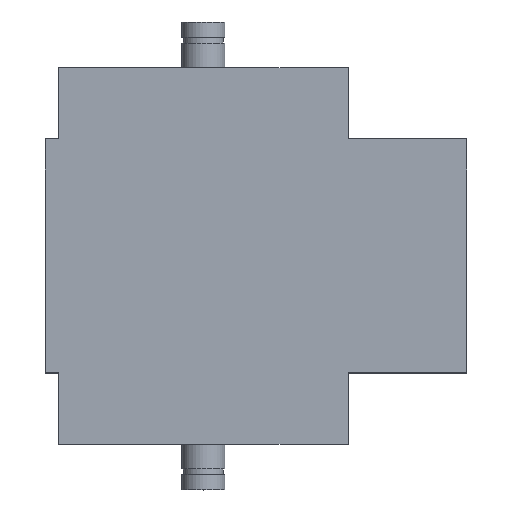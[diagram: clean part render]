
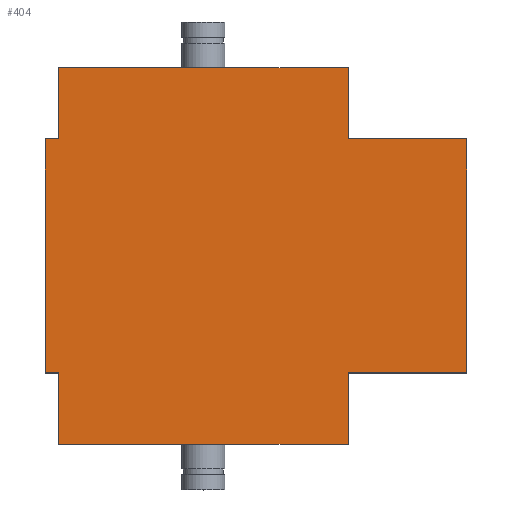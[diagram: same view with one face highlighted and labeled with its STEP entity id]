
A CAD part, top view. The second image highlights one B-rep face of the part: STEP entity #404.
In plain terms, the highlighted planar face has unit normal (0, 0, 1).
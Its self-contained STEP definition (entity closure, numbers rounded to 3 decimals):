
#44=FACE_OUTER_BOUND('',#70,.T.);
#70=EDGE_LOOP('',(#299,#300,#301,#302,#303,#304,#305,#306,#307,#308,#309,
#310));
#99=LINE('',#605,#141);
#103=LINE('',#612,#145);
#114=LINE('',#636,#156);
#117=LINE('',#641,#159);
#119=LINE('',#645,#161);
#120=LINE('',#647,#162);
#121=LINE('',#648,#163);
#122=LINE('',#650,#164);
#123=LINE('',#652,#165);
#124=LINE('',#654,#166);
#125=LINE('',#656,#167);
#126=LINE('',#657,#168);
#141=VECTOR('',#483,10.);
#145=VECTOR('',#489,10.);
#156=VECTOR('',#504,10.);
#159=VECTOR('',#509,10.);
#161=VECTOR('',#513,10.);
#162=VECTOR('',#514,10.);
#163=VECTOR('',#515,10.);
#164=VECTOR('',#516,10.);
#165=VECTOR('',#517,10.);
#166=VECTOR('',#518,10.);
#167=VECTOR('',#519,10.);
#168=VECTOR('',#520,10.);
#183=VERTEX_POINT('',#602);
#184=VERTEX_POINT('',#604);
#186=VERTEX_POINT('',#610);
#196=VERTEX_POINT('',#634);
#197=VERTEX_POINT('',#635);
#198=VERTEX_POINT('',#640);
#199=VERTEX_POINT('',#644);
#200=VERTEX_POINT('',#646);
#201=VERTEX_POINT('',#649);
#202=VERTEX_POINT('',#651);
#203=VERTEX_POINT('',#653);
#204=VERTEX_POINT('',#655);
#219=EDGE_CURVE('',#184,#183,#99,.T.);
#223=EDGE_CURVE('',#186,#183,#103,.T.);
#234=EDGE_CURVE('',#196,#197,#114,.T.);
#237=EDGE_CURVE('',#196,#198,#117,.T.);
#239=EDGE_CURVE('',#199,#186,#119,.T.);
#240=EDGE_CURVE('',#200,#199,#120,.T.);
#241=EDGE_CURVE('',#198,#200,#121,.T.);
#242=EDGE_CURVE('',#197,#201,#122,.T.);
#243=EDGE_CURVE('',#201,#202,#123,.T.);
#244=EDGE_CURVE('',#202,#203,#124,.T.);
#245=EDGE_CURVE('',#203,#204,#125,.T.);
#246=EDGE_CURVE('',#204,#184,#126,.T.);
#299=ORIENTED_EDGE('',*,*,#219,.T.);
#300=ORIENTED_EDGE('',*,*,#223,.F.);
#301=ORIENTED_EDGE('',*,*,#239,.F.);
#302=ORIENTED_EDGE('',*,*,#240,.F.);
#303=ORIENTED_EDGE('',*,*,#241,.F.);
#304=ORIENTED_EDGE('',*,*,#237,.F.);
#305=ORIENTED_EDGE('',*,*,#234,.T.);
#306=ORIENTED_EDGE('',*,*,#242,.T.);
#307=ORIENTED_EDGE('',*,*,#243,.T.);
#308=ORIENTED_EDGE('',*,*,#244,.T.);
#309=ORIENTED_EDGE('',*,*,#245,.T.);
#310=ORIENTED_EDGE('',*,*,#246,.T.);
#384=PLANE('',#444);
#404=ADVANCED_FACE('',(#44),#384,.F.);
#444=AXIS2_PLACEMENT_3D('',#643,#511,#512);
#483=DIRECTION('',(0.,-1.,0.));
#489=DIRECTION('',(-1.,0.,0.));
#504=DIRECTION('',(0.,1.,0.));
#509=DIRECTION('',(-1.,0.,0.));
#511=DIRECTION('center_axis',(0.,0.,-1.));
#512=DIRECTION('ref_axis',(1.,0.,0.));
#513=DIRECTION('',(0.,1.,0.));
#514=DIRECTION('',(-1.,0.,0.));
#515=DIRECTION('',(0.,-1.,0.));
#516=DIRECTION('',(-1.,0.,0.));
#517=DIRECTION('',(0.,1.,0.));
#518=DIRECTION('',(-1.,0.,0.));
#519=DIRECTION('',(0.,-1.,0.));
#520=DIRECTION('',(-1.,0.,0.));
#602=CARTESIAN_POINT('',(-165.,-100.,119.));
#604=CARTESIAN_POINT('',(-165.,100.,119.));
#605=CARTESIAN_POINT('',(-165.,-50.,119.));
#610=CARTESIAN_POINT('',(-153.753,-100.,119.));
#612=CARTESIAN_POINT('',(275.,-100.,119.));
#634=CARTESIAN_POINT('',(195.,-100.,119.));
#635=CARTESIAN_POINT('',(195.,100.,119.));
#636=CARTESIAN_POINT('',(195.,50.,119.));
#640=CARTESIAN_POINT('',(93.753,-100.,119.));
#641=CARTESIAN_POINT('',(275.,-100.,119.));
#643=CARTESIAN_POINT('Origin',(0.,0.,119.));
#644=CARTESIAN_POINT('',(-153.753,-160.839,119.));
#645=CARTESIAN_POINT('',(-153.753,-160.839,119.));
#646=CARTESIAN_POINT('',(93.753,-160.839,119.));
#647=CARTESIAN_POINT('',(93.753,-160.839,119.));
#648=CARTESIAN_POINT('',(93.753,160.839,119.));
#649=CARTESIAN_POINT('',(93.753,100.,119.));
#650=CARTESIAN_POINT('',(275.,100.,119.));
#651=CARTESIAN_POINT('',(93.753,160.839,119.));
#652=CARTESIAN_POINT('',(93.753,-160.839,119.));
#653=CARTESIAN_POINT('',(-153.753,160.839,119.));
#654=CARTESIAN_POINT('',(93.753,160.839,119.));
#655=CARTESIAN_POINT('',(-153.753,100.,119.));
#656=CARTESIAN_POINT('',(-153.753,160.839,119.));
#657=CARTESIAN_POINT('',(275.,100.,119.));
